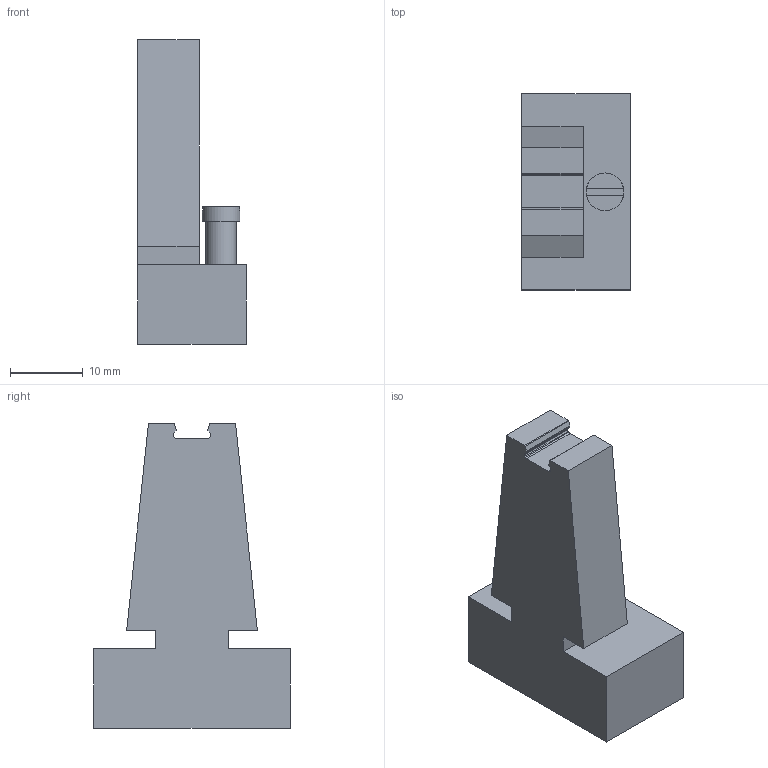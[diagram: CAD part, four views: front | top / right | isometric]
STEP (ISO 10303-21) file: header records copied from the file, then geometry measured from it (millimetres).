
FILE_DESCRIPTION(('CATIA V5 STEP Exchange','CAx-IF Rec.Pracs.--- Model Styling and Organization---1.4--- 2014-01-23'),'2;1');
FILE_NAME ('001179-1_2', '2020-03-06T11:24:22+00:00', ('none'), ('Weidmueller'), 'CATIA Version 5-6 Release 2016 SP3 HF44', 'CATIA V5 STEP AP214', 'none');
FILE_SCHEMA(('AUTOMOTIVE_DESIGN { 1 0 10303 214 1 1 1 1 }'));
Length unit declared in the file: millimetre
Products named in the file (1): 0199360000
Bounding box: 15 x 27 x 42 mm (x, y, z)
Volume: 8272.3 mm3; surface area: 3626.4 mm2
Topology: 2 solids, 2 shells, 51 faces, 138 edges, 92 vertices
Faces by surface type: plane 33, cylinder 18
Entity records: 1628 total; most frequent: CARTESIAN_POINT 279, ORIENTED_EDGE 276, DIRECTION 234, EDGE_CURVE 138, VECTOR 98, LINE 98, VERTEX_POINT 92, AXIS2_PLACEMENT_3D 89
